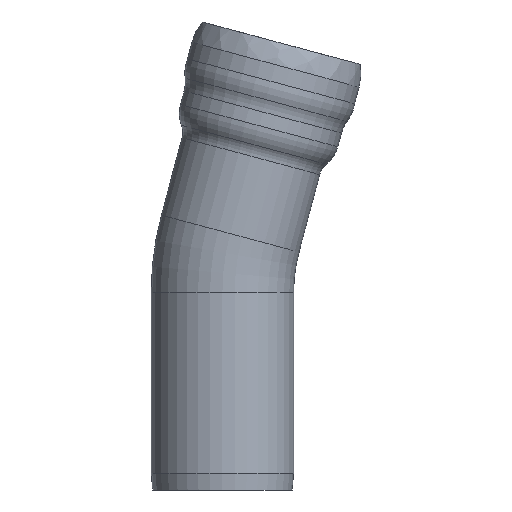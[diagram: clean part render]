
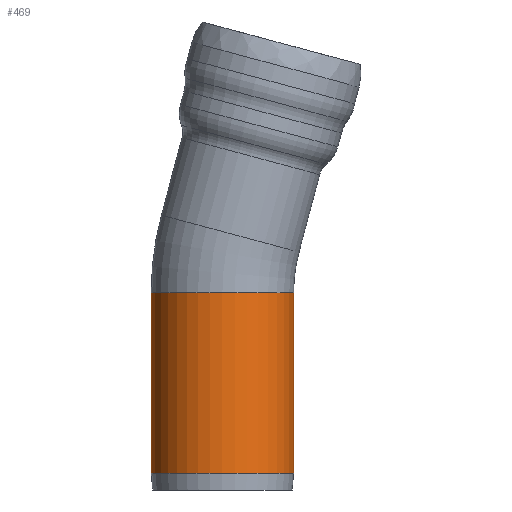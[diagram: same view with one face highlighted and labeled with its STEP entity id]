
A CAD part, front view. The second image highlights one B-rep face of the part: STEP entity #469.
In plain terms, the highlighted cylindrical face has radius 210 mm (diameter 420 mm), a full revolution.
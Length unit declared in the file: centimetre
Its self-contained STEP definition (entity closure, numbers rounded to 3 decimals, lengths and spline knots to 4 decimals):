
#23=CYLINDRICAL_SURFACE('',#546,21.);
#40=CIRCLE('',#487,21.);
#80=CIRCLE('',#545,21.);
#81=CIRCLE('',#547,21.);
#117=FACE_OUTER_BOUND('',#146,.T.);
#146=EDGE_LOOP('',(#425,#426,#427,#428,#429,#430,#431));
#153=LINE('',#734,#171);
#155=LINE('',#740,#173);
#166=LINE('',#938,#184);
#171=VECTOR('',#558,1.);
#173=VECTOR('',#562,1.);
#184=VECTOR('',#717,21.);
#187=VERTEX_POINT('',#728);
#189=VERTEX_POINT('',#732);
#190=VERTEX_POINT('',#736);
#192=VERTEX_POINT('',#739);
#226=VERTEX_POINT('',#936);
#231=EDGE_CURVE('',#187,#189,#153,.T.);
#233=EDGE_CURVE('',#190,#192,#155,.T.);
#245=EDGE_CURVE('',#192,#189,#40,.T.);
#293=EDGE_CURVE('',#190,#187,#80,.T.);
#294=EDGE_CURVE('',#226,#226,#81,.T.);
#295=EDGE_CURVE('',#226,#187,#166,.T.);
#425=ORIENTED_EDGE('',*,*,#294,.F.);
#426=ORIENTED_EDGE('',*,*,#295,.T.);
#427=ORIENTED_EDGE('',*,*,#231,.T.);
#428=ORIENTED_EDGE('',*,*,#245,.F.);
#429=ORIENTED_EDGE('',*,*,#233,.F.);
#430=ORIENTED_EDGE('',*,*,#293,.T.);
#431=ORIENTED_EDGE('',*,*,#295,.F.);
#469=ADVANCED_FACE('',(#117),#23,.T.);
#487=AXIS2_PLACEMENT_3D('',#759,#587,#588);
#545=AXIS2_PLACEMENT_3D('',#934,#711,#712);
#546=AXIS2_PLACEMENT_3D('',#935,#713,#714);
#547=AXIS2_PLACEMENT_3D('',#937,#715,#716);
#558=DIRECTION('',(0.,0.,1.));
#562=DIRECTION('',(0.,0.,1.));
#587=DIRECTION('center_axis',(0.,0.,
1.));
#588=DIRECTION('ref_axis',(1.,0.,0.));
#711=DIRECTION('center_axis',(0.,0.,-1.));
#712=DIRECTION('ref_axis',(1.,0.,0.));
#713=DIRECTION('center_axis',(0.,0.,-1.));
#714=DIRECTION('ref_axis',(-1.,0.,0.));
#715=DIRECTION('center_axis',(0.,0.,-1.));
#716=DIRECTION('ref_axis',(1.,0.,0.));
#717=DIRECTION('',(0.,0.,1.));
#728=CARTESIAN_POINT('',(21.,0.,58.1149));
#732=CARTESIAN_POINT('',(21.,0.,58.1198));
#734=CARTESIAN_POINT('',(21.,0.,5.0049));
#736=CARTESIAN_POINT('',(0.,21.,58.1149));
#739=CARTESIAN_POINT('',(0.,21.,58.1198));
#740=CARTESIAN_POINT('',(0.,21.,5.0049));
#759=CARTESIAN_POINT('Origin',(0.,0.,58.1198));
#934=CARTESIAN_POINT('Origin',(0.,0.,58.1149));
#935=CARTESIAN_POINT('Origin',(0.,0.,31.5574));
#936=CARTESIAN_POINT('',(21.,0.,5.));
#937=CARTESIAN_POINT('Origin',(0.,0.,5.));
#938=CARTESIAN_POINT('',(21.,0.,31.5574));
